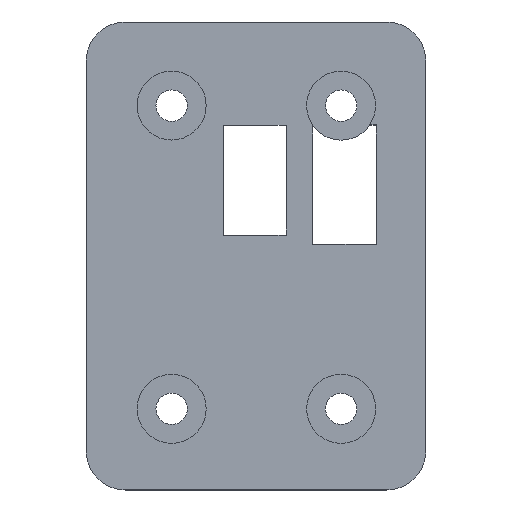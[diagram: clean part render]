
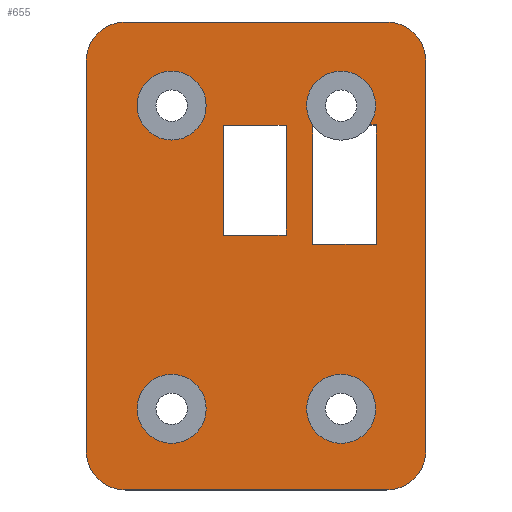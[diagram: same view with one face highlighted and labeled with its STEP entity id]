
A CAD part, top view. The second image highlights one B-rep face of the part: STEP entity #655.
In plain terms, the highlighted planar face has unit normal (0, 0, 1).
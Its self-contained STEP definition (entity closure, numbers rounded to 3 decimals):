
#19=FACE_BOUND('',#142,.T.);
#20=FACE_BOUND('',#143,.T.);
#21=FACE_BOUND('',#144,.T.);
#22=FACE_BOUND('',#145,.T.);
#23=FACE_BOUND('',#146,.T.);
#33=CIRCLE('',#680,4.4);
#45=CIRCLE('',#709,4.4);
#46=CIRCLE('',#711,4.4);
#47=CIRCLE('',#713,4.4);
#49=CIRCLE('',#717,5.);
#51=CIRCLE('',#721,5.);
#53=CIRCLE('',#725,5.);
#55=CIRCLE('',#729,5.);
#102=FACE_OUTER_BOUND('',#141,.T.);
#141=EDGE_LOOP('',(#555,#556,#557,#558,#559,#560,#561,#562));
#142=EDGE_LOOP('',(#563,#564,#565,#566,#567));
#143=EDGE_LOOP('',(#568,#569,#570,#571));
#144=EDGE_LOOP('',(#572));
#145=EDGE_LOOP('',(#573));
#146=EDGE_LOOP('',(#574));
#157=LINE('',#928,#219);
#160=LINE('',#934,#222);
#163=LINE('',#940,#225);
#166=LINE('',#946,#228);
#169=LINE('',#959,#231);
#173=LINE('',#967,#235);
#176=LINE('',#973,#238);
#179=LINE('',#978,#241);
#201=LINE('',#1056,#263);
#205=LINE('',#1068,#267);
#209=LINE('',#1080,#271);
#214=LINE('',#1093,#276);
#219=VECTOR('',#739,10.);
#222=VECTOR('',#744,10.);
#225=VECTOR('',#749,10.);
#228=VECTOR('',#754,10.);
#231=VECTOR('',#771,10.);
#235=VECTOR('',#777,10.);
#238=VECTOR('',#782,10.);
#241=VECTOR('',#787,10.);
#263=VECTOR('',#869,10.);
#267=VECTOR('',#881,10.);
#271=VECTOR('',#893,10.);
#276=VECTOR('',#906,10.);
#281=VERTEX_POINT('',#925);
#282=VERTEX_POINT('',#927);
#284=VERTEX_POINT('',#933);
#286=VERTEX_POINT('',#939);
#288=VERTEX_POINT('',#945);
#290=VERTEX_POINT('',#957);
#291=VERTEX_POINT('',#958);
#294=VERTEX_POINT('',#966);
#296=VERTEX_POINT('',#972);
#317=VERTEX_POINT('',#1038);
#318=VERTEX_POINT('',#1042);
#319=VERTEX_POINT('',#1046);
#322=VERTEX_POINT('',#1053);
#323=VERTEX_POINT('',#1055);
#325=VERTEX_POINT('',#1061);
#327=VERTEX_POINT('',#1067);
#329=VERTEX_POINT('',#1073);
#331=VERTEX_POINT('',#1079);
#333=VERTEX_POINT('',#1085);
#335=VERTEX_POINT('',#1092);
#339=EDGE_CURVE('',#282,#281,#157,.T.);
#342=EDGE_CURVE('',#284,#282,#160,.T.);
#345=EDGE_CURVE('',#286,#284,#163,.T.);
#348=EDGE_CURVE('',#288,#286,#166,.T.);
#354=EDGE_CURVE('',#281,#288,#33,.T.);
#355=EDGE_CURVE('',#290,#291,#169,.T.);
#359=EDGE_CURVE('',#291,#294,#173,.T.);
#362=EDGE_CURVE('',#294,#296,#176,.T.);
#365=EDGE_CURVE('',#296,#290,#179,.T.);
#393=EDGE_CURVE('',#317,#317,#45,.T.);
#395=EDGE_CURVE('',#318,#318,#46,.T.);
#397=EDGE_CURVE('',#319,#319,#47,.T.);
#401=EDGE_CURVE('',#323,#322,#201,.T.);
#404=EDGE_CURVE('',#325,#323,#49,.T.);
#407=EDGE_CURVE('',#327,#325,#205,.T.);
#410=EDGE_CURVE('',#329,#327,#51,.T.);
#413=EDGE_CURVE('',#331,#329,#209,.T.);
#416=EDGE_CURVE('',#333,#331,#53,.T.);
#420=EDGE_CURVE('',#335,#333,#214,.T.);
#423=EDGE_CURVE('',#322,#335,#55,.T.);
#555=ORIENTED_EDGE('',*,*,#423,.T.);
#556=ORIENTED_EDGE('',*,*,#420,.T.);
#557=ORIENTED_EDGE('',*,*,#416,.T.);
#558=ORIENTED_EDGE('',*,*,#413,.T.);
#559=ORIENTED_EDGE('',*,*,#410,.T.);
#560=ORIENTED_EDGE('',*,*,#407,.T.);
#561=ORIENTED_EDGE('',*,*,#404,.T.);
#562=ORIENTED_EDGE('',*,*,#401,.T.);
#563=ORIENTED_EDGE('',*,*,#339,.T.);
#564=ORIENTED_EDGE('',*,*,#354,.T.);
#565=ORIENTED_EDGE('',*,*,#348,.T.);
#566=ORIENTED_EDGE('',*,*,#345,.T.);
#567=ORIENTED_EDGE('',*,*,#342,.T.);
#568=ORIENTED_EDGE('',*,*,#362,.T.);
#569=ORIENTED_EDGE('',*,*,#365,.T.);
#570=ORIENTED_EDGE('',*,*,#355,.T.);
#571=ORIENTED_EDGE('',*,*,#359,.T.);
#572=ORIENTED_EDGE('',*,*,#397,.T.);
#573=ORIENTED_EDGE('',*,*,#395,.T.);
#574=ORIENTED_EDGE('',*,*,#393,.T.);
#620=PLANE('',#730);
#655=ADVANCED_FACE('',(#102,#19,#20,#21,#22,#23),#620,.T.);
#680=AXIS2_PLACEMENT_3D('',#955,#767,#768);
#709=AXIS2_PLACEMENT_3D('',#1039,#852,#853);
#711=AXIS2_PLACEMENT_3D('',#1043,#857,#858);
#713=AXIS2_PLACEMENT_3D('',#1047,#862,#863);
#717=AXIS2_PLACEMENT_3D('',#1062,#875,#876);
#721=AXIS2_PLACEMENT_3D('',#1074,#887,#888);
#725=AXIS2_PLACEMENT_3D('',#1086,#899,#900);
#729=AXIS2_PLACEMENT_3D('',#1097,#912,#913);
#730=AXIS2_PLACEMENT_3D('',#1098,#914,#915);
#739=DIRECTION('',(0.,1.,0.));
#744=DIRECTION('',(-1.,0.,0.));
#749=DIRECTION('',(0.,-1.,0.));
#754=DIRECTION('',(1.,0.,0.));
#767=DIRECTION('center_axis',(0.,0.,-1.));
#768=DIRECTION('ref_axis',(1.,0.,0.));
#771=DIRECTION('',(0.,1.,0.));
#777=DIRECTION('',(1.,0.,0.));
#782=DIRECTION('',(0.,-1.,0.));
#787=DIRECTION('',(-1.,0.,0.));
#852=DIRECTION('center_axis',(0.,0.,-1.));
#853=DIRECTION('ref_axis',(1.,0.,0.));
#857=DIRECTION('center_axis',(0.,0.,-1.));
#858=DIRECTION('ref_axis',(1.,0.,0.));
#862=DIRECTION('center_axis',(0.,0.,-1.));
#863=DIRECTION('ref_axis',(1.,0.,0.));
#869=DIRECTION('',(0.,1.,0.));
#875=DIRECTION('center_axis',(0.,0.,1.));
#876=DIRECTION('ref_axis',(0.,-1.,0.));
#881=DIRECTION('',(1.,0.,0.));
#887=DIRECTION('center_axis',(0.,0.,1.));
#888=DIRECTION('ref_axis',(-1.,0.,0.));
#893=DIRECTION('',(0.,-1.,0.));
#899=DIRECTION('center_axis',(0.,0.,1.));
#900=DIRECTION('ref_axis',(0.,1.,0.));
#906=DIRECTION('',(-1.,0.,0.));
#912=DIRECTION('center_axis',(0.,0.,1.));
#913=DIRECTION('ref_axis',(1.,0.,0.));
#914=DIRECTION('center_axis',(0.,0.,1.));
#915=DIRECTION('ref_axis',(1.,0.,0.));
#925=CARTESIAN_POINT('',(28.86,-12.782,3.6));
#927=CARTESIAN_POINT('',(28.86,-28.,3.6));
#928=CARTESIAN_POINT('',(28.86,-28.741,3.6));
#933=CARTESIAN_POINT('',(37.,-28.,3.6));
#934=CARTESIAN_POINT('',(29.325,-28.,3.6));
#939=CARTESIAN_POINT('',(37.,-12.782,3.6));
#940=CARTESIAN_POINT('',(37.,-21.132,3.6));
#945=CARTESIAN_POINT('',(36.14,-12.782,3.6));
#946=CARTESIAN_POINT('',(28.895,-12.782,3.6));
#955=CARTESIAN_POINT('Origin',(32.5,-10.31,3.6));
#957=CARTESIAN_POINT('',(17.486,-26.813,3.6));
#958=CARTESIAN_POINT('',(17.486,-12.813,3.6));
#959=CARTESIAN_POINT('',(17.486,-28.148,3.6));
#966=CARTESIAN_POINT('',(25.486,-12.813,3.6));
#967=CARTESIAN_POINT('',(19.568,-12.813,3.6));
#972=CARTESIAN_POINT('',(25.486,-26.813,3.6));
#973=CARTESIAN_POINT('',(25.486,-21.148,3.6));
#978=CARTESIAN_POINT('',(23.568,-26.813,3.6));
#1038=CARTESIAN_POINT('',(6.5,-10.31,3.6));
#1039=CARTESIAN_POINT('Origin',(10.9,-10.31,3.6));
#1042=CARTESIAN_POINT('',(28.1,-48.965,3.6));
#1043=CARTESIAN_POINT('Origin',(32.5,-48.965,3.6));
#1046=CARTESIAN_POINT('',(6.5,-48.965,3.6));
#1047=CARTESIAN_POINT('Origin',(10.9,-48.965,3.6));
#1053=CARTESIAN_POINT('',(43.299,-4.655,3.6));
#1055=CARTESIAN_POINT('',(43.299,-54.31,3.6));
#1056=CARTESIAN_POINT('',(43.299,-54.31,3.6));
#1061=CARTESIAN_POINT('',(38.299,-59.31,3.6));
#1062=CARTESIAN_POINT('Origin',(38.299,-54.31,3.6));
#1067=CARTESIAN_POINT('',(5.,-59.31,3.6));
#1068=CARTESIAN_POINT('',(5.,-59.31,3.6));
#1073=CARTESIAN_POINT('',(0.,-54.31,3.6));
#1074=CARTESIAN_POINT('Origin',(5.,-54.31,3.6));
#1079=CARTESIAN_POINT('',(0.,-4.655,3.6));
#1080=CARTESIAN_POINT('',(0.,-4.655,3.6));
#1085=CARTESIAN_POINT('',(5.,0.345,3.6));
#1086=CARTESIAN_POINT('Origin',(5.,-4.655,3.6));
#1092=CARTESIAN_POINT('',(38.299,0.345,3.6));
#1093=CARTESIAN_POINT('',(38.299,0.345,3.6));
#1097=CARTESIAN_POINT('Origin',(38.299,-4.655,3.6));
#1098=CARTESIAN_POINT('Origin',(21.65,-29.483,3.6));
